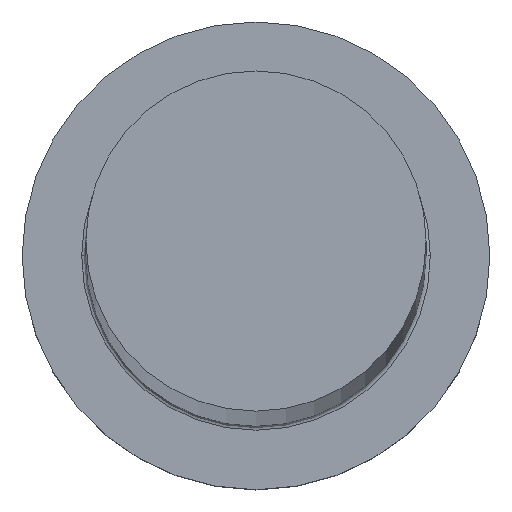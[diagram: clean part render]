
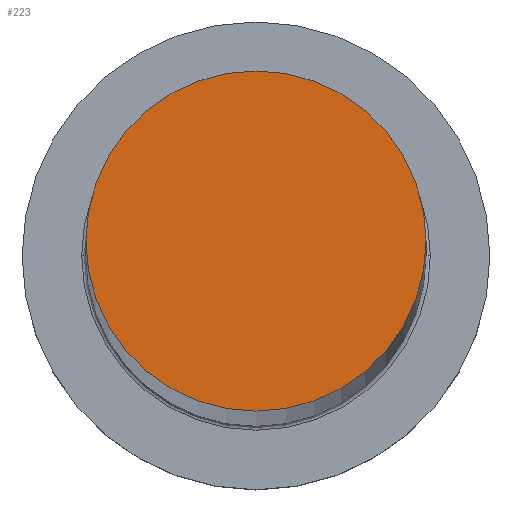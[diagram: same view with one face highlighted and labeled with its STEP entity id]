
A CAD part, top view. The second image highlights one B-rep face of the part: STEP entity #223.
In plain terms, the highlighted planar face has unit normal (0, 0, 1).
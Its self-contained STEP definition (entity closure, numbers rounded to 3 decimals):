
#21 = DIRECTION ( 'NONE',  ( 0., 0., 1. ) ) ;
#26 = CARTESIAN_POINT ( 'NONE',  ( -8., 0., 407. ) ) ;
#35 = DIRECTION ( 'NONE',  ( 1., 0., 0. ) ) ;
#37 = DIRECTION ( 'NONE',  ( 0., 0., 1. ) ) ;
#46 = CARTESIAN_POINT ( 'NONE',  ( 0., 0., 407. ) ) ;
#54 = EDGE_LOOP ( 'NONE', ( #78, #58 ) ) ;
#58 = ORIENTED_EDGE ( 'NONE', *, *, #199, .T. ) ;
#72 = CARTESIAN_POINT ( 'NONE',  ( 8., 0., 407. ) ) ;
#74 = AXIS2_PLACEMENT_3D ( 'NONE', #256, #37, #213 ) ;
#78 = ORIENTED_EDGE ( 'NONE', *, *, #188, .T. ) ;
#84 = DIRECTION ( 'NONE',  ( 0., 0., 1. ) ) ;
#140 = DIRECTION ( 'NONE',  ( 1., 0., 0. ) ) ;
#147 = CIRCLE ( 'NONE', #74, 8. ) ;
#166 = PLANE ( 'NONE',  #192 ) ;
#188 = EDGE_CURVE ( 'NONE', #236, #272, #242, .T. ) ;
#192 = AXIS2_PLACEMENT_3D ( 'NONE', #46, #21, #140 ) ;
#194 = FACE_OUTER_BOUND ( 'NONE', #54, .T. ) ;
#199 = EDGE_CURVE ( 'NONE', #272, #236, #147, .T. ) ;
#213 = DIRECTION ( 'NONE',  ( 1., 0., 0. ) ) ;
#223 = ADVANCED_FACE ( 'NONE', ( #194 ), #166, .T. ) ;
#236 = VERTEX_POINT ( 'NONE', #26 ) ;
#242 = CIRCLE ( 'NONE', #287, 8. ) ;
#254 = CARTESIAN_POINT ( 'NONE',  ( 0., 0., 407. ) ) ;
#256 = CARTESIAN_POINT ( 'NONE',  ( 0., 0., 407. ) ) ;
#272 = VERTEX_POINT ( 'NONE', #72 ) ;
#287 = AXIS2_PLACEMENT_3D ( 'NONE', #254, #84, #35 ) ;
